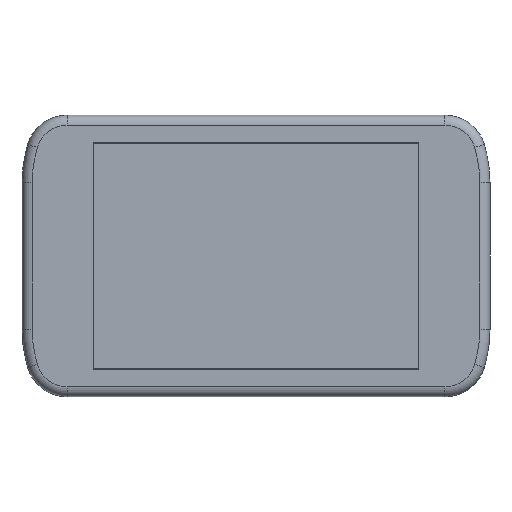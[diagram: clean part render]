
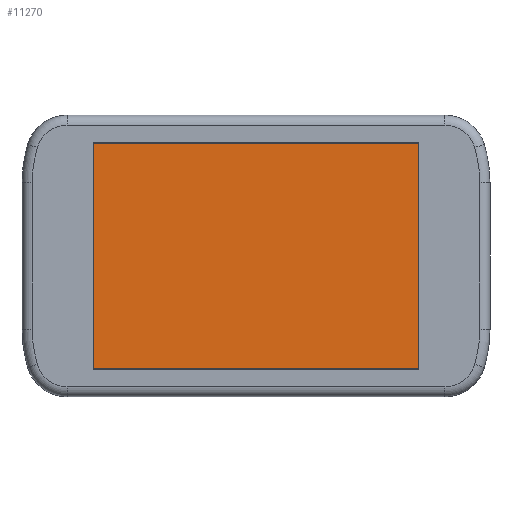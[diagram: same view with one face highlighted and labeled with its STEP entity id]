
A CAD part, top view. The second image highlights one B-rep face of the part: STEP entity #11270.
In plain terms, the highlighted face is planar.
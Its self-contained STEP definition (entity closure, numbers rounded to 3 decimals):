
#1406=LINE('',#20616,#2122);
#1409=LINE('',#20621,#2125);
#1411=LINE('',#20625,#2127);
#1412=LINE('',#20627,#2128);
#2122=VECTOR('',#15441,10.);
#2125=VECTOR('',#15446,10.);
#2127=VECTOR('',#15450,10.);
#2128=VECTOR('',#15453,10.);
#2490=PLANE('',#12558);
#3056=FACE_OUTER_BOUND('',#3795,.T.);
#3795=EDGE_LOOP('',(#9810,#9811,#9812,#9813));
#5350=VERTEX_POINT('',#20613);
#5351=VERTEX_POINT('',#20615);
#5352=VERTEX_POINT('',#20619);
#5353=VERTEX_POINT('',#20623);
#6882=EDGE_CURVE('',#5350,#5351,#1406,.T.);
#6885=EDGE_CURVE('',#5352,#5350,#1409,.T.);
#6887=EDGE_CURVE('',#5353,#5352,#1411,.T.);
#6888=EDGE_CURVE('',#5351,#5353,#1412,.T.);
#9810=ORIENTED_EDGE('',*,*,#6888,.F.);
#9811=ORIENTED_EDGE('',*,*,#6882,.F.);
#9812=ORIENTED_EDGE('',*,*,#6885,.F.);
#9813=ORIENTED_EDGE('',*,*,#6887,.F.);
#11270=ADVANCED_FACE('',(#3056),#2490,.F.);
#12558=AXIS2_PLACEMENT_3D('',#20628,#15454,#15455);
#15441=DIRECTION('',(0.,-1.,0.));
#15446=DIRECTION('',(-1.,0.,0.));
#15450=DIRECTION('',(0.,1.,0.));
#15453=DIRECTION('',(1.,0.,0.));
#15454=DIRECTION('center_axis',(0.,0.,1.));
#15455=DIRECTION('ref_axis',(1.,0.,0.));
#20613=CARTESIAN_POINT('',(-24.5,17.,-2.));
#20615=CARTESIAN_POINT('',(-24.5,-17.,-2.));
#20616=CARTESIAN_POINT('',(-24.5,17.,-2.));
#20619=CARTESIAN_POINT('',(24.5,17.,-2.));
#20621=CARTESIAN_POINT('',(24.5,17.,-2.));
#20623=CARTESIAN_POINT('',(24.5,-17.,-2.));
#20625=CARTESIAN_POINT('',(24.5,-17.,-2.));
#20627=CARTESIAN_POINT('',(-24.5,-17.,-2.));
#20628=CARTESIAN_POINT('Origin',(0.,0.,-2.));
